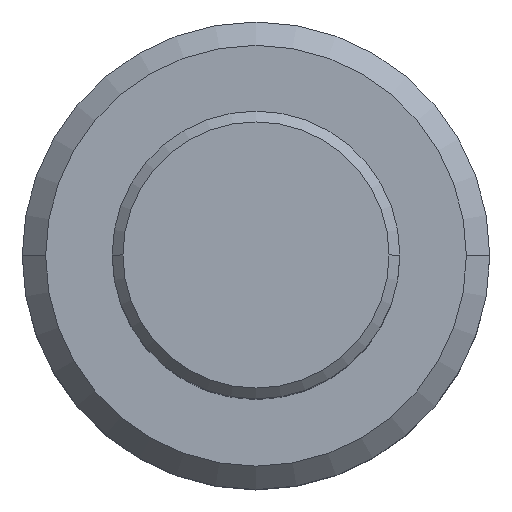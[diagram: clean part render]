
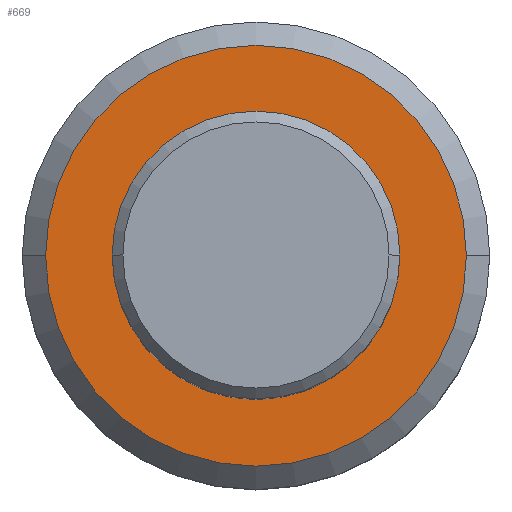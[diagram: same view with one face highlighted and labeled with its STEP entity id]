
A CAD part, top view. The second image highlights one B-rep face of the part: STEP entity #669.
In plain terms, the highlighted planar face has unit normal (0, 0, 1).
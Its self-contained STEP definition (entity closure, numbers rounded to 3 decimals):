
#9 = DIRECTION ( 'NONE',  ( 0., 0., -1. ) ) ;
#35 = CARTESIAN_POINT ( 'NONE',  ( 4., 0., -12. ) ) ;
#55 = EDGE_LOOP ( 'NONE', ( #196, #246 ) ) ;
#74 = AXIS2_PLACEMENT_3D ( 'NONE', #266, #721, #600 ) ;
#78 = VERTEX_POINT ( 'NONE', #682 ) ;
#99 = CARTESIAN_POINT ( 'NONE',  ( -4., 0., -12. ) ) ;
#185 = AXIS2_PLACEMENT_3D ( 'NONE', #225, #434, #345 ) ;
#186 = AXIS2_PLACEMENT_3D ( 'NONE', #786, #612, #725 ) ;
#196 = ORIENTED_EDGE ( 'NONE', *, *, #718, .T. ) ;
#225 = CARTESIAN_POINT ( 'NONE',  ( 0., 0., -12. ) ) ;
#241 = DIRECTION ( 'NONE',  ( -1., 0., 0. ) ) ;
#246 = ORIENTED_EDGE ( 'NONE', *, *, #645, .T. ) ;
#266 = CARTESIAN_POINT ( 'NONE',  ( 0., 0., -12. ) ) ;
#315 = VERTEX_POINT ( 'NONE', #736 ) ;
#329 = DIRECTION ( 'NONE',  ( 0., -1., 0. ) ) ;
#335 = CIRCLE ( 'NONE', #186, 5.85 ) ;
#345 = DIRECTION ( 'NONE',  ( -1., 0., 0. ) ) ;
#434 = DIRECTION ( 'NONE',  ( 0., 0., 1. ) ) ;
#447 = AXIS2_PLACEMENT_3D ( 'NONE', #536, #9, #329 ) ;
#448 = DIRECTION ( 'NONE',  ( 0., 0., 1. ) ) ;
#461 = VERTEX_POINT ( 'NONE', #99 ) ;
#474 = FACE_BOUND ( 'NONE', #788, .T. ) ;
#477 = VERTEX_POINT ( 'NONE', #35 ) ;
#478 = EDGE_CURVE ( 'NONE', #477, #461, #767, .T. ) ;
#492 = EDGE_CURVE ( 'NONE', #461, #477, #842, .T. ) ;
#536 = CARTESIAN_POINT ( 'NONE',  ( 0., 0., -12. ) ) ;
#570 = CARTESIAN_POINT ( 'NONE',  ( 0., 0., -12. ) ) ;
#600 = DIRECTION ( 'NONE',  ( -1., 0., 0. ) ) ;
#612 = DIRECTION ( 'NONE',  ( 0., 0., 1. ) ) ;
#614 = ORIENTED_EDGE ( 'NONE', *, *, #492, .F. ) ;
#645 = EDGE_CURVE ( 'NONE', #315, #78, #335, .T. ) ;
#662 = FACE_OUTER_BOUND ( 'NONE', #55, .T. ) ;
#669 = ADVANCED_FACE ( 'NONE', ( #474, #662 ), #670, .F. ) ;
#670 = PLANE ( 'NONE',  #447 ) ;
#682 = CARTESIAN_POINT ( 'NONE',  ( -5.85, 0., -12. ) ) ;
#705 = ORIENTED_EDGE ( 'NONE', *, *, #478, .F. ) ;
#713 = AXIS2_PLACEMENT_3D ( 'NONE', #570, #448, #241 ) ;
#718 = EDGE_CURVE ( 'NONE', #78, #315, #795, .T. ) ;
#721 = DIRECTION ( 'NONE',  ( 0., 0., 1. ) ) ;
#725 = DIRECTION ( 'NONE',  ( -1., 0., 0. ) ) ;
#736 = CARTESIAN_POINT ( 'NONE',  ( 5.85, 0., -12. ) ) ;
#767 = CIRCLE ( 'NONE', #185, 4. ) ;
#786 = CARTESIAN_POINT ( 'NONE',  ( 0., 0., -12. ) ) ;
#788 = EDGE_LOOP ( 'NONE', ( #705, #614 ) ) ;
#795 = CIRCLE ( 'NONE', #74, 5.85 ) ;
#842 = CIRCLE ( 'NONE', #713, 4. ) ;
